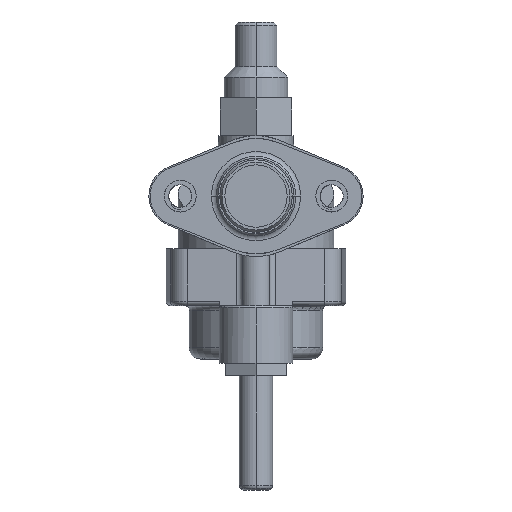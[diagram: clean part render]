
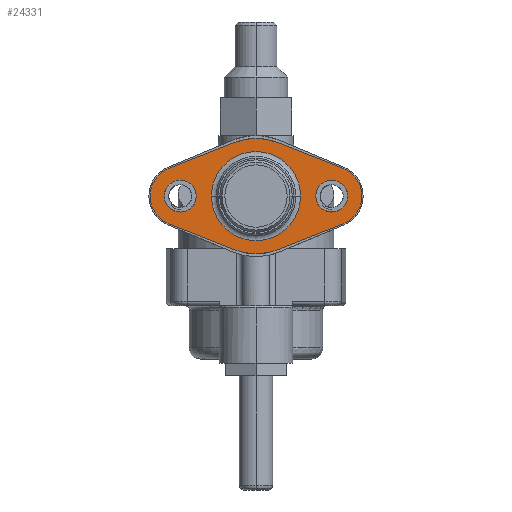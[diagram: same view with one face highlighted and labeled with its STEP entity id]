
A CAD part, left-side view. The second image highlights one B-rep face of the part: STEP entity #24331.
In plain terms, the highlighted face is planar.
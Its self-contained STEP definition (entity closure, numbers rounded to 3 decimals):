
#23458=CARTESIAN_POINT('',(34.,0.,0.));
#23459=DIRECTION('',(0.,0.,-1.));
#23460=DIRECTION('',(0.365,0.931,0.));
#23461=AXIS2_PLACEMENT_3D('',#23458,#23459,#23460);
#23463=DIRECTION('',(0.931,-0.365,0.));
#23464=VECTOR('',#23463,31.653);
#23465=CARTESIAN_POINT('',(9.46,24.124,0.));
#23466=LINE('',#23465,#23464);
#23467=CARTESIAN_POINT('',(0.,0.,0.));
#23468=DIRECTION('',(0.,0.,-1.));
#23469=DIRECTION('',(-0.365,0.931,0.));
#23470=AXIS2_PLACEMENT_3D('',#23467,#23468,#23469);
#23472=DIRECTION('',(0.931,0.365,0.));
#23473=VECTOR('',#23472,31.653);
#23474=CARTESIAN_POINT('',(-38.929,12.568,0.));
#23475=LINE('',#23474,#23473);
#23476=CARTESIAN_POINT('',(-34.,0.,0.));
#23477=DIRECTION('',(0.,0.,-1.));
#23478=DIRECTION('',(-0.365,-0.931,0.));
#23479=AXIS2_PLACEMENT_3D('',#23476,#23477,#23478);
#23481=DIRECTION('',(-0.931,0.365,0.));
#23482=VECTOR('',#23481,31.653);
#23483=CARTESIAN_POINT('',(-9.46,-24.124,0.));
#23484=LINE('',#23483,#23482);
#23485=CARTESIAN_POINT('',(0.,0.,0.));
#23486=DIRECTION('',(0.,0.,-1.));
#23487=DIRECTION('',(0.365,-0.931,0.));
#23488=AXIS2_PLACEMENT_3D('',#23485,#23486,#23487);
#23490=DIRECTION('',(-0.931,-0.365,0.));
#23491=VECTOR('',#23490,31.653);
#23492=CARTESIAN_POINT('',(38.929,-12.568,0.));
#23493=LINE('',#23492,#23491);
#23494=CARTESIAN_POINT('',(-34.,0.,0.));
#23495=DIRECTION('',(0.,0.,1.));
#23496=DIRECTION('',(1.,0.,0.));
#23497=AXIS2_PLACEMENT_3D('',#23494,#23495,#23496);
#23499=CARTESIAN_POINT('',(-34.,0.,0.));
#23500=DIRECTION('',(0.,0.,1.));
#23501=DIRECTION('',(-1.,0.,0.));
#23502=AXIS2_PLACEMENT_3D('',#23499,#23500,#23501);
#23504=CARTESIAN_POINT('',(34.,0.,0.));
#23505=DIRECTION('',(0.,0.,1.));
#23506=DIRECTION('',(1.,0.,0.));
#23507=AXIS2_PLACEMENT_3D('',#23504,#23505,#23506);
#23509=CARTESIAN_POINT('',(34.,0.,0.));
#23510=DIRECTION('',(0.,0.,1.));
#23511=DIRECTION('',(-1.,0.,0.));
#23512=AXIS2_PLACEMENT_3D('',#23509,#23510,#23511);
#23514=CARTESIAN_POINT('',(0.,0.,0.));
#23515=DIRECTION('',(0.,0.,1.));
#23516=DIRECTION('',(1.,0.,0.));
#23517=AXIS2_PLACEMENT_3D('',#23514,#23515,#23516);
#23519=CARTESIAN_POINT('',(0.,0.,0.));
#23520=DIRECTION('',(0.,0.,1.));
#23521=DIRECTION('',(-1.,0.,0.));
#23522=AXIS2_PLACEMENT_3D('',#23519,#23520,#23521);
#23684=CARTESIAN_POINT('',(-38.929,-12.568,0.));
#23686=VERTEX_POINT('',#23684);
#23688=CARTESIAN_POINT('',(9.46,24.124,0.));
#23689=CARTESIAN_POINT('',(38.929,12.568,0.));
#23690=VERTEX_POINT('',#23688);
#23691=VERTEX_POINT('',#23689);
#23698=CARTESIAN_POINT('',(38.929,-12.568,0.));
#23700=VERTEX_POINT('',#23698);
#23701=CARTESIAN_POINT('',(-9.46,24.124,0.));
#23702=VERTEX_POINT('',#23701);
#23703=CARTESIAN_POINT('',(-38.929,12.568,0.));
#23704=VERTEX_POINT('',#23703);
#23708=CARTESIAN_POINT('',(9.46,-24.124,0.));
#23709=CARTESIAN_POINT('',(-9.46,-24.124,0.));
#23710=VERTEX_POINT('',#23708);
#23711=VERTEX_POINT('',#23709);
#23740=CARTESIAN_POINT('',(-41.15,0.,0.));
#23742=VERTEX_POINT('',#23740);
#23744=CARTESIAN_POINT('',(-26.85,0.,0.));
#23746=VERTEX_POINT('',#23744);
#23772=CARTESIAN_POINT('',(26.85,0.,0.));
#23774=VERTEX_POINT('',#23772);
#23776=CARTESIAN_POINT('',(41.15,0.,0.));
#23778=VERTEX_POINT('',#23776);
#23791=CARTESIAN_POINT('',(-20.,0.,0.));
#23792=VERTEX_POINT('',#23791);
#23793=CARTESIAN_POINT('',(20.,0.,0.));
#23794=VERTEX_POINT('',#23793);
#24295=CARTESIAN_POINT('',(34.,0.,0.));
#24296=DIRECTION('',(0.,0.,1.));
#24297=DIRECTION('',(1.,0.,0.));
#24298=AXIS2_PLACEMENT_3D('',#24295,#24296,#24297);
#24299=PLANE('',#24298);
#24300=ORIENTED_EDGE('',*,*,#23806,.F.);
#24302=ORIENTED_EDGE('',*,*,#24301,.F.);
#24304=ORIENTED_EDGE('',*,*,#24303,.F.);
#24306=ORIENTED_EDGE('',*,*,#24305,.F.);
#24307=ORIENTED_EDGE('',*,*,#24198,.F.);
#24308=ORIENTED_EDGE('',*,*,#24214,.F.);
#24309=ORIENTED_EDGE('',*,*,#24230,.F.);
#24310=ORIENTED_EDGE('',*,*,#24289,.F.);
#24311=EDGE_LOOP('',(#24300,#24302,#24304,#24306,#24307,#24308,#24309,#24310));
#24312=FACE_OUTER_BOUND('',#24311,.F.);
#24314=ORIENTED_EDGE('',*,*,#24313,.F.);
#24316=ORIENTED_EDGE('',*,*,#24315,.F.);
#24317=EDGE_LOOP('',(#24314,#24316));
#24318=FACE_BOUND('',#24317,.F.);
#24320=ORIENTED_EDGE('',*,*,#24319,.F.);
#24322=ORIENTED_EDGE('',*,*,#24321,.F.);
#24323=EDGE_LOOP('',(#24320,#24322));
#24324=FACE_BOUND('',#24323,.F.);
#24326=ORIENTED_EDGE('',*,*,#24325,.F.);
#24328=ORIENTED_EDGE('',*,*,#24327,.F.);
#24329=EDGE_LOOP('',(#24326,#24328));
#24330=FACE_BOUND('',#24329,.F.);
#23462=CIRCLE('',#23461,13.5);
#23471=CIRCLE('',#23470,25.913);
#23480=CIRCLE('',#23479,13.5);
#23489=CIRCLE('',#23488,25.913);
#23498=CIRCLE('',#23497,7.15);
#23503=CIRCLE('',#23502,7.15);
#23508=CIRCLE('',#23507,7.15);
#23513=CIRCLE('',#23512,7.15);
#23518=CIRCLE('',#23517,20.);
#23523=CIRCLE('',#23522,20.);
#23806=EDGE_CURVE('',#23691,#23700,#23462,.T.);
#24198=EDGE_CURVE('',#23686,#23704,#23480,.T.);
#24214=EDGE_CURVE('',#23711,#23686,#23484,.T.);
#24230=EDGE_CURVE('',#23710,#23711,#23489,.T.);
#24289=EDGE_CURVE('',#23700,#23710,#23493,.T.);
#24301=EDGE_CURVE('',#23690,#23691,#23466,.T.);
#24303=EDGE_CURVE('',#23702,#23690,#23471,.T.);
#24305=EDGE_CURVE('',#23704,#23702,#23475,.T.);
#24313=EDGE_CURVE('',#23746,#23742,#23498,.T.);
#24315=EDGE_CURVE('',#23742,#23746,#23503,.T.);
#24319=EDGE_CURVE('',#23778,#23774,#23508,.T.);
#24321=EDGE_CURVE('',#23774,#23778,#23513,.T.);
#24325=EDGE_CURVE('',#23794,#23792,#23518,.T.);
#24327=EDGE_CURVE('',#23792,#23794,#23523,.T.);
#24331=ADVANCED_FACE('',(#24312,#24318,#24324,#24330),#24299,.F.);
